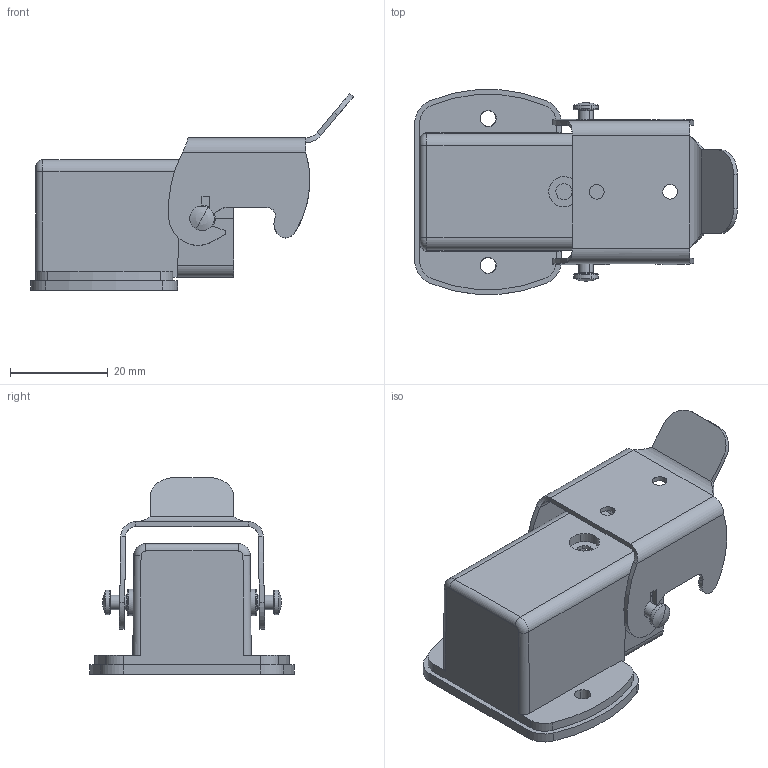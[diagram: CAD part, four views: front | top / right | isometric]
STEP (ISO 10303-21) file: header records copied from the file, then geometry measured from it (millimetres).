
FILE_DESCRIPTION(('CATIA V5R24 STEP','CAx-IF Rec.Pracs.--- Model Styling and Organization---1.2---2011-12-15'),'2;1');
FILE_NAME ('13491031_3', '2018-08-27T07:36:43+00:00', ('Weidmueller Interface'), ('Weidmueller'), 'CATIA Version 5-6 Release 2014 SP4 HF52', 'CATIA V5 STEP AP214', 'none');
FILE_SCHEMA(('AUTOMOTIVE_DESIGN { 1 0 10303 214 1 1 1 1 }'));
Length unit declared in the file: millimetre
Products named in the file (1): 1652420000
Bounding box: 65.92 x 41.81 x 40.18 mm (x, y, z)
Volume: 11067.4 mm3; surface area: 13583.5 mm2
Topology: 2 solids, 2 shells, 175 faces, 451 edges, 286 vertices
Faces by surface type: cylinder 77, plane 71, torus 18, sphere 4, bspline 4, cone 1
Entity records: 5225 total; most frequent: CARTESIAN_POINT 1191, ORIENTED_EDGE 894, DIRECTION 680, EDGE_CURVE 447, AXIS2_PLACEMENT_3D 302, VERTEX_POINT 286, VECTOR 241, LINE 241
